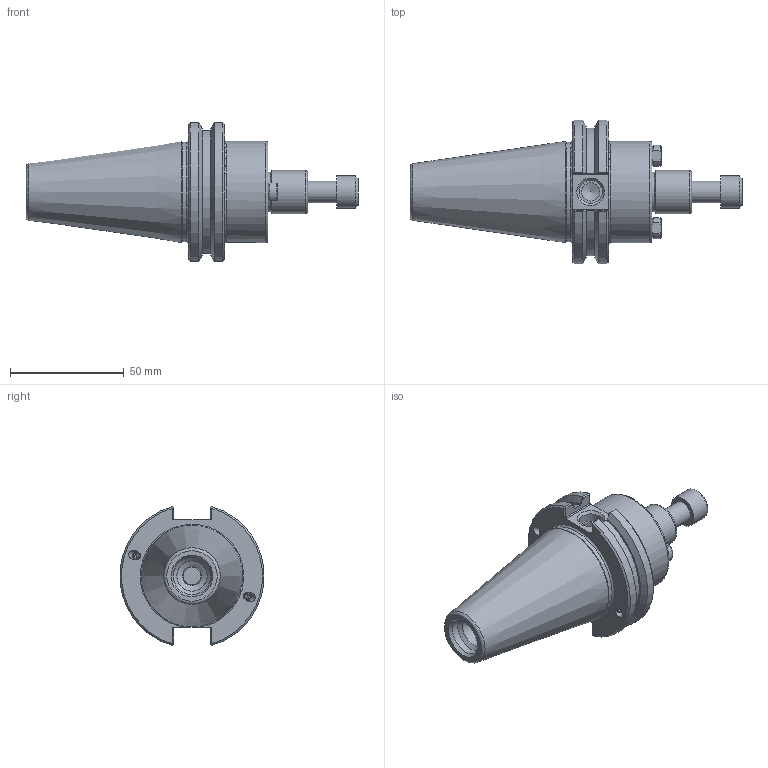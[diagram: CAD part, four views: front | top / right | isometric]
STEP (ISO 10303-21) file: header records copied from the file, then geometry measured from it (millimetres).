
FILE_DESCRIPTION((''),'2;1');
FILE_NAME('C40BC-75SM2.stp','2015-03-17T10:12:41',('blaste'),(''),'Autodesk Inventor 2012','Autodesk Inventor 2012','');
FILE_SCHEMA(('AUTOMOTIVE_DESIGN { 1 0 10303 214 1 1 1 1 }'));
Length unit declared in the file: inch
Products named in the file (5): C40BC-75SM2; C40BC-75SM2-1; 75KY; 028-192; 029-965
Assembly tree (8 placements, depth 2):
  C40BC-75SM2
    C40BC-75SM2-1
    75KY  x2
    028-192
    029-965  x4
Bounding box: 145.95 x 63.26 x 61.11 mm (x, y, z)
Volume: 135856.9 mm3; surface area: 29305.2 mm2
Topology: 8 solids, 8 shells, 234 faces, 542 edges, 349 vertices
Faces by surface type: plane 101, cylinder 64, cone 51, bspline 8, torus 6, sphere 4
Full cylindrical faces by diameter (mm): 2.146 x2, 3.3 x4, 4 x8, 4.1 x4, 4.2 x4, 7.541 x2, 7.62 x2, 7.925 x2, 8 x1, 8.077 x2, 8.382 x1, 9.525 x1, 10.135 x1, 10.922 x1, 13.386 x1, 14.122 x1, 16.459 x1, 17.516 x1, 19.04 x1, 43.942 x1, 44.45 x1
Entity records: 5793 total; most frequent: CARTESIAN_POINT 1997, DIRECTION 732, ORIENTED_EDGE 656, EDGE_CURVE 328, AXIS2_PLACEMENT_3D 303, EDGE_LOOP 254, VERTEX_POINT 242, FACE_OUTER_BOUND 168
